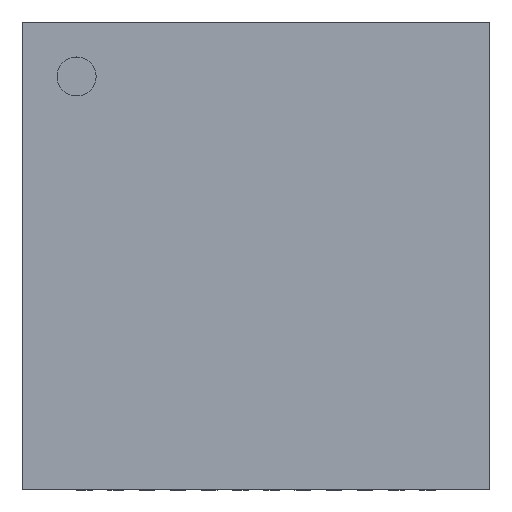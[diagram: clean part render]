
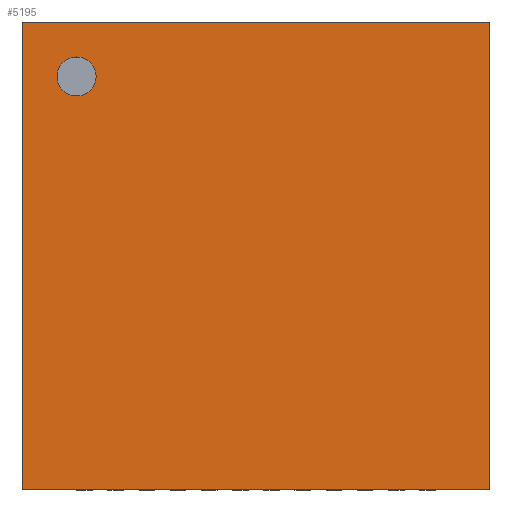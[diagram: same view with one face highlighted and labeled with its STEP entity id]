
A CAD part, top view. The second image highlights one B-rep face of the part: STEP entity #5195.
In plain terms, the highlighted planar face has unit normal (0, 0, 1).
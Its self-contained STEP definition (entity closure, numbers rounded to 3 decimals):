
#12=DIRECTION('',(0.,0.,1.));
#26=VECTOR('',#27,1.);
#27=DIRECTION('',(0.,-1.,0.));
#77=DIRECTION('',(1.,0.,0.));
#146=VECTOR('',#77,1.);
#1297=ORIENTED_EDGE('',*,*,#1298,.F.);
#1298=EDGE_CURVE('',#1299,#1301,#1303,.T.);
#1299=VERTEX_POINT('',#1300);
#1300=CARTESIAN_POINT('',(-2.99,2.99,0.92));
#1301=VERTEX_POINT('',#1302);
#1302=CARTESIAN_POINT('',(2.99,2.99,0.92));
#1303=LINE('',#1300,#146);
#1325=DIRECTION('',(0.,0.,-1.));
#1524=ORIENTED_EDGE('',*,*,#1525,.T.);
#1525=EDGE_CURVE('',#1299,#1526,#1528,.T.);
#1526=VERTEX_POINT('',#1527);
#1527=CARTESIAN_POINT('',(-2.99,-2.99,0.92));
#1528=LINE('',#1300,#26);
#3292=EDGE_CURVE('',#1301,#3293,#3295,.T.);
#3293=VERTEX_POINT('',#3294);
#3294=CARTESIAN_POINT('',(2.99,-2.99,0.92));
#3295=LINE('',#1302,#26);
#3497=EDGE_CURVE('',#1526,#3293,#3498,.T.);
#3498=LINE('',#1527,#146);
#5195=ADVANCED_FACE('',(#5196,#5200),#5209,.T.);
#5196=FACE_BOUND('',#5197,.T.);
#5197=EDGE_LOOP('',(#1297,#1524,#5198,#5199));
#5198=ORIENTED_EDGE('',*,*,#3497,.T.);
#5199=ORIENTED_EDGE('',*,*,#3292,.F.);
#5200=FACE_BOUND('',#5201,.T.);
#5201=EDGE_LOOP('',(#5202));
#5202=ORIENTED_EDGE('',*,*,#5203,.T.);
#5203=EDGE_CURVE('',#5204,#5204,#5206,.T.);
#5204=VERTEX_POINT('',#5205);
#5205=CARTESIAN_POINT('',(-2.3,2.05,0.92));
#5206=CIRCLE('',#5207,0.25);
#5207=AXIS2_PLACEMENT_3D('',#5208,#1325,#27);
#5208=CARTESIAN_POINT('',(-2.3,2.3,0.92));
#5209=PLANE('',#5210);
#5210=AXIS2_PLACEMENT_3D('',#1300,#12,#27);
